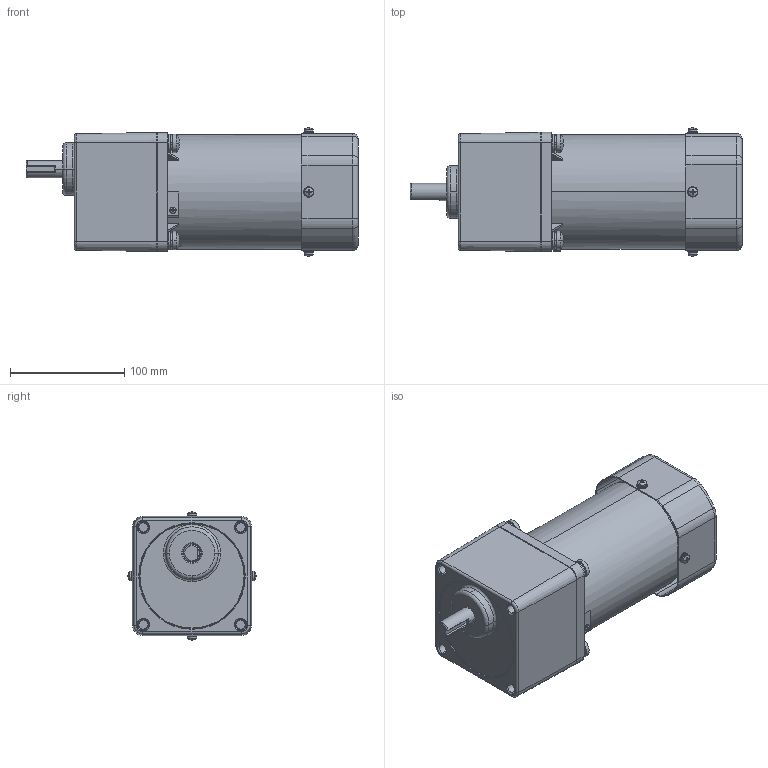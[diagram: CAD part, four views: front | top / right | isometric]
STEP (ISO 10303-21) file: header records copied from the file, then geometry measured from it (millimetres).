
FILE_DESCRIPTION (( 'STEP AP203' ), '1' );
FILE_NAME ('6IK120GU-CF(6GU3K-200K).STEP', '2020-04-11T00:05:47', ( 'Windows 蚚誧' ), ( '' ), 'SwSTEP 2.0', 'SolidWorks 2019', '' );
FILE_SCHEMA (( 'CONFIG_CONTROL_DESIGN' ));
Length unit declared in the file: millimetre
Products named in the file (5): M3; 6IK120A-CF; 100JK; 6GU3K-200K; 6IK120GU-CF(6GU3K-200K)
Assembly tree (4 placements, depth 3):
  6IK120GU-CF(6GU3K-200K)
    6IK120A-CF
      100JK
      M3
    6GU3K-200K
Bounding box: 290 x 111.91 x 111.91 mm (x, y, z)
Volume: 1901381.9 mm3; surface area: 189791.2 mm2
Topology: 28 solids, 28 shells, 887 faces, 2280 edges, 1471 vertices
Faces by surface type: cylinder 396, plane 323, cone 95, torus 49, sphere 22, bspline 2
Entity records: 28698 total; most frequent: CARTESIAN_POINT 5747, DIRECTION 5105, ORIENTED_EDGE 4540, EDGE_CURVE 2270, AXIS2_PLACEMENT_3D 2059, VERTEX_POINT 1467, CIRCLE 1166, LINE 987
